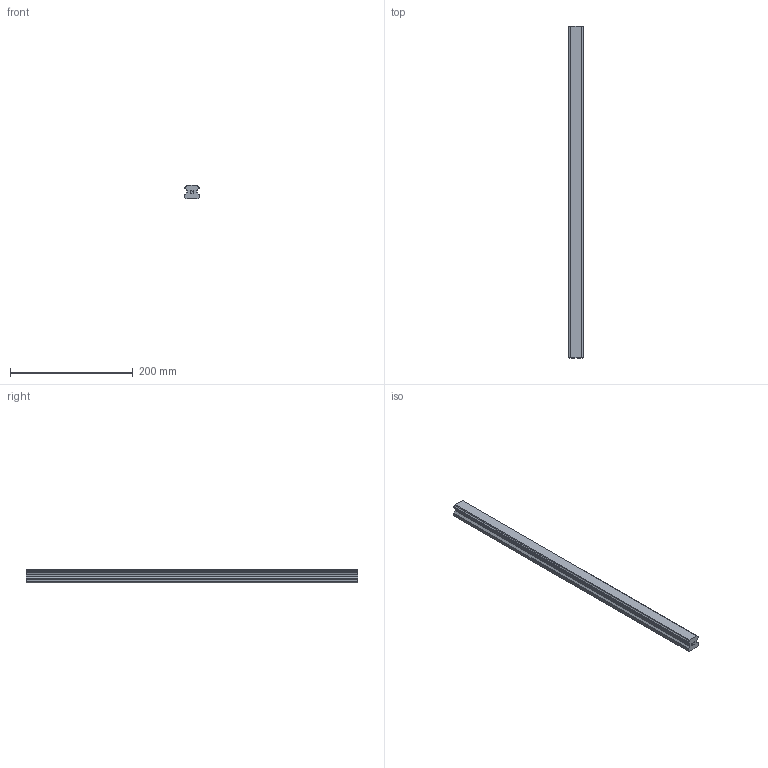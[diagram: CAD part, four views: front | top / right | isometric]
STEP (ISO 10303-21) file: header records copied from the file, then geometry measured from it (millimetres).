
FILE_DESCRIPTION(('STEP AP214'),'1');
FILE_NAME('cctmp_B207F1F5-D08E-49C9-9730-5800517D025F_2021_01_25_13_34_37_0637..stp','2021-01-25T12:34:37',('HIWIN GmbH'),('CADClick - www.CADClick.com'),'Spatial InterOp 3D',' ','unknown authorization');
FILE_SCHEMA(('AUTOMOTIVE_DESIGN'));
Length unit declared in the file: millimetre
Products named in the file (1): HGR25T540C_FILE
Bounding box: 23 x 540 x 22 mm (x, y, z)
Volume: 233472.4 mm3; surface area: 51976.6 mm2
Topology: 1 solids, 1 shells, 174 faces, 513 edges, 327 vertices
Faces by surface type: plane 116, cylinder 40, cone 18
Entity records: 7095 total; most frequent: CARTESIAN_POINT 997, DIRECTION 997, ORIENTED_EDGE 990, EDGE_CURVE 495, LINE 343, VECTOR 343, AXIS2_PLACEMENT_3D 327, VERTEX_POINT 327
